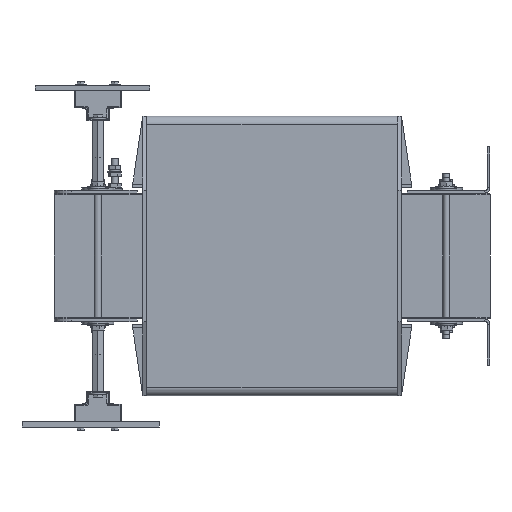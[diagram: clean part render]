
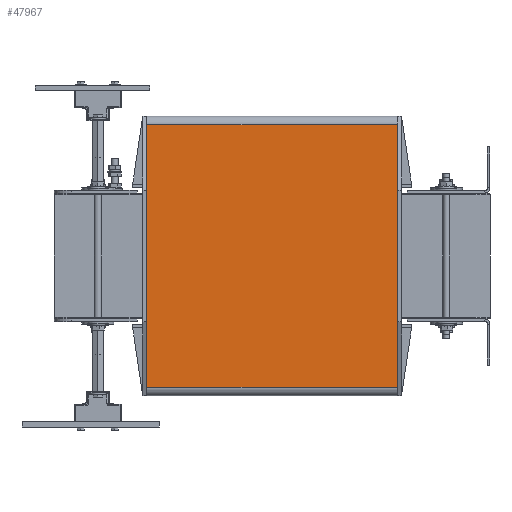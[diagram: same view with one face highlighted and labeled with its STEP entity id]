
A CAD part, left-side view. The second image highlights one B-rep face of the part: STEP entity #47967.
In plain terms, the highlighted planar face has unit normal (-1, 0, 0).
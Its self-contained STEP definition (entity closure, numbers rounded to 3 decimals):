
#8283=FACE_OUTER_BOUND('',#11263,.T.);
#11263=EDGE_LOOP('',(#34642,#34643,#34644,#34645));
#15900=LINE('',#70959,#19446);
#15906=LINE('',#70978,#19452);
#15907=LINE('',#70981,#19453);
#15908=LINE('',#70982,#19454);
#19446=VECTOR('',#57155,10.);
#19452=VECTOR('',#57175,10.);
#19453=VECTOR('',#57178,10.);
#19454=VECTOR('',#57179,10.);
#22766=VERTEX_POINT('',#70956);
#22767=VERTEX_POINT('',#70958);
#22773=VERTEX_POINT('',#70976);
#22774=VERTEX_POINT('',#70980);
#27466=EDGE_CURVE('',#22766,#22767,#15900,.T.);
#27476=EDGE_CURVE('',#22773,#22766,#15906,.T.);
#27477=EDGE_CURVE('',#22774,#22773,#15907,.T.);
#27478=EDGE_CURVE('',#22774,#22767,#15908,.T.);
#34642=ORIENTED_EDGE('',*,*,#27476,.F.);
#34643=ORIENTED_EDGE('',*,*,#27477,.F.);
#34644=ORIENTED_EDGE('',*,*,#27478,.T.);
#34645=ORIENTED_EDGE('',*,*,#27466,.F.);
#46354=PLANE('',#51100);
#47967=ADVANCED_FACE('',(#8283),#46354,.T.);
#51100=AXIS2_PLACEMENT_3D('',#70979,#57176,#57177);
#57155=DIRECTION('',(0.,0.,1.));
#57175=DIRECTION('',(0.,1.,0.));
#57176=DIRECTION('center_axis',(-1.,0.,0.));
#57177=DIRECTION('ref_axis',(0.,0.,
-1.));
#57178=DIRECTION('',(0.,0.,-1.));
#57179=DIRECTION('',(0.,1.,0.));
#70956=CARTESIAN_POINT('',(-300.,144.,-150.5));
#70958=CARTESIAN_POINT('',(-300.,144.,150.5));
#70959=CARTESIAN_POINT('',(-300.,144.,-150.5));
#70976=CARTESIAN_POINT('',(-300.,-144.,-150.5));
#70978=CARTESIAN_POINT('',(-300.,0.,-150.5));
#70979=CARTESIAN_POINT('Origin',(-300.,0.,150.5));
#70980=CARTESIAN_POINT('',(-300.,-144.,150.5));
#70981=CARTESIAN_POINT('',(-300.,-144.,-150.5));
#70982=CARTESIAN_POINT('',(-300.,0.,150.5));
